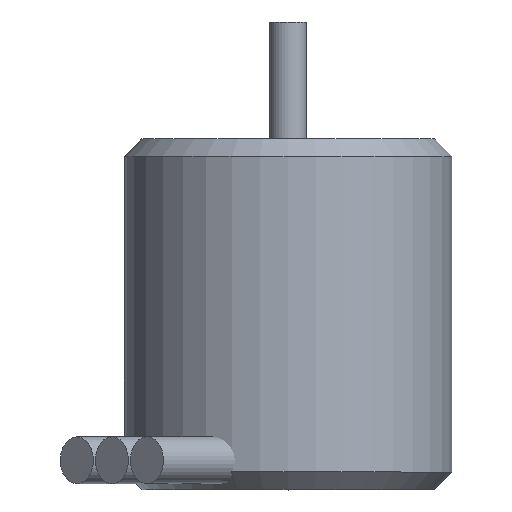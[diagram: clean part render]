
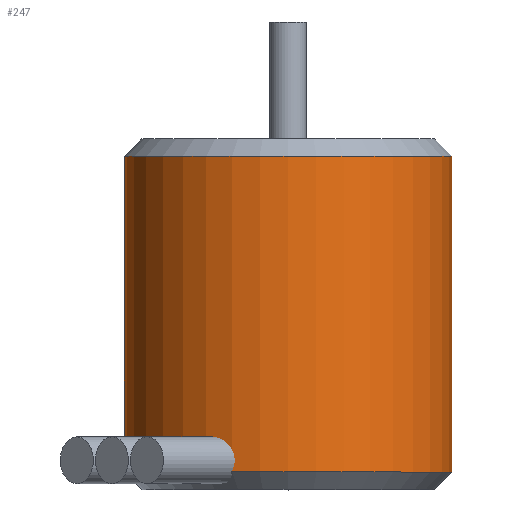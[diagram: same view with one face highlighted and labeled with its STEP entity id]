
A CAD part, top view. The second image highlights one B-rep face of the part: STEP entity #247.
In plain terms, the highlighted cylindrical face has radius 14 mm (diameter 28 mm), a full revolution.
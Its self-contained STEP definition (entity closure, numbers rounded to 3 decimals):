
#52=CYLINDRICAL_SURFACE('',#279,14.);
#65=FACE_BOUND('',#107,.T.);
#81=FACE_OUTER_BOUND('',#106,.T.);
#106=EDGE_LOOP('',(#206));
#107=EDGE_LOOP('',(#207));
#144=CIRCLE('',#277,14.);
#146=CIRCLE('',#280,14.);
#164=VERTEX_POINT('',#436);
#166=VERTEX_POINT('',#441);
#184=EDGE_CURVE('',#164,#164,#144,.T.);
#186=EDGE_CURVE('',#166,#166,#146,.T.);
#206=ORIENTED_EDGE('',*,*,#186,.F.);
#207=ORIENTED_EDGE('',*,*,#184,.F.);
#247=ADVANCED_FACE('',(#81,#65),#52,.T.);
#277=AXIS2_PLACEMENT_3D('',#437,#333,#334);
#279=AXIS2_PLACEMENT_3D('',#440,#337,#338);
#280=AXIS2_PLACEMENT_3D('',#442,#339,#340);
#333=DIRECTION('center_axis',(0.,1.,0.));
#334=DIRECTION('ref_axis',(-1.,0.,0.));
#337=DIRECTION('center_axis',(0.,1.,0.));
#338=DIRECTION('ref_axis',(1.,0.,0.));
#339=DIRECTION('center_axis',(0.,-1.,0.));
#340=DIRECTION('ref_axis',(-1.,0.,0.));
#436=CARTESIAN_POINT('',(14.,28.5,0.));
#437=CARTESIAN_POINT('Origin',(0.,28.5,0.));
#440=CARTESIAN_POINT('Origin',(0.,15.,0.));
#441=CARTESIAN_POINT('',(14.,1.5,0.));
#442=CARTESIAN_POINT('Origin',(0.,1.5,0.));
